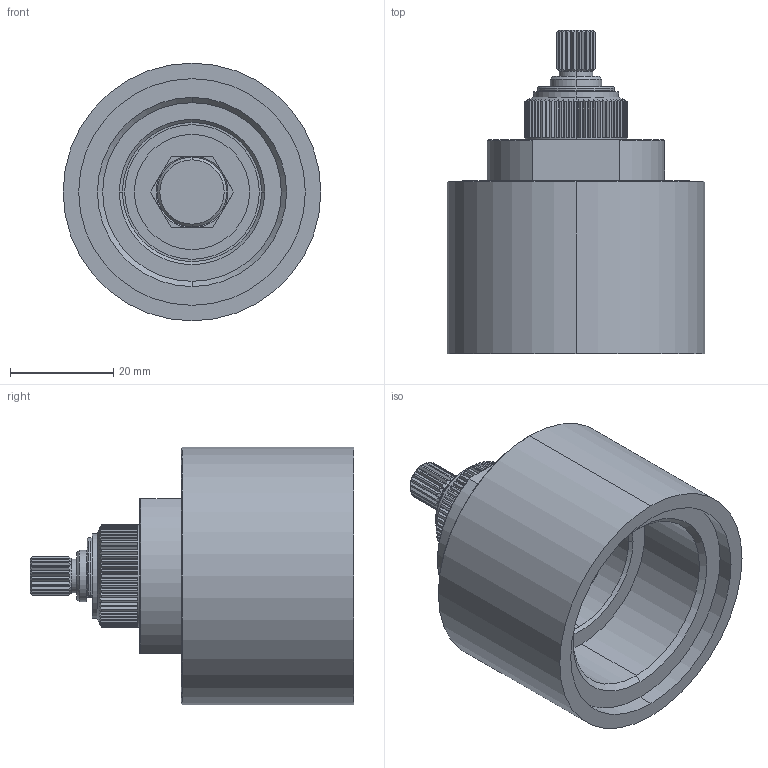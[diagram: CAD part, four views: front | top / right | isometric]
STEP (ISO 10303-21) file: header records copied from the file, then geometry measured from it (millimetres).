
FILE_DESCRIPTION((''),'2;1');
FILE_NAME('2-260','2025-04-21T22:39:21',('SwamiS'),(''),'CREO PARAMETRIC BY PTC INC, 2023134','CREO PARAMETRIC BY PTC INC, 2023134','');
FILE_SCHEMA(('CONFIG_CONTROL_DESIGN'));
Length unit declared in the file: inch
Products named in the file (1): 2-260
Bounding box: 50.01 x 62.8 x 50.01 mm (x, y, z)
Volume: 51743.3 mm3; surface area: 17392.1 mm2
Topology: 1 solids, 1 shells, 416 faces, 1125 edges, 724 vertices
Faces by surface type: plane 267, cylinder 89, torus 34, cone 26
Entity records: 13785 total; most frequent: CARTESIAN_POINT 3361, ORIENTED_EDGE 2250, DIRECTION 2129, EDGE_CURVE 1125, AXIS2_PLACEMENT_3D 808, VERTEX_POINT 724, VECTOR 513, LINE 513
